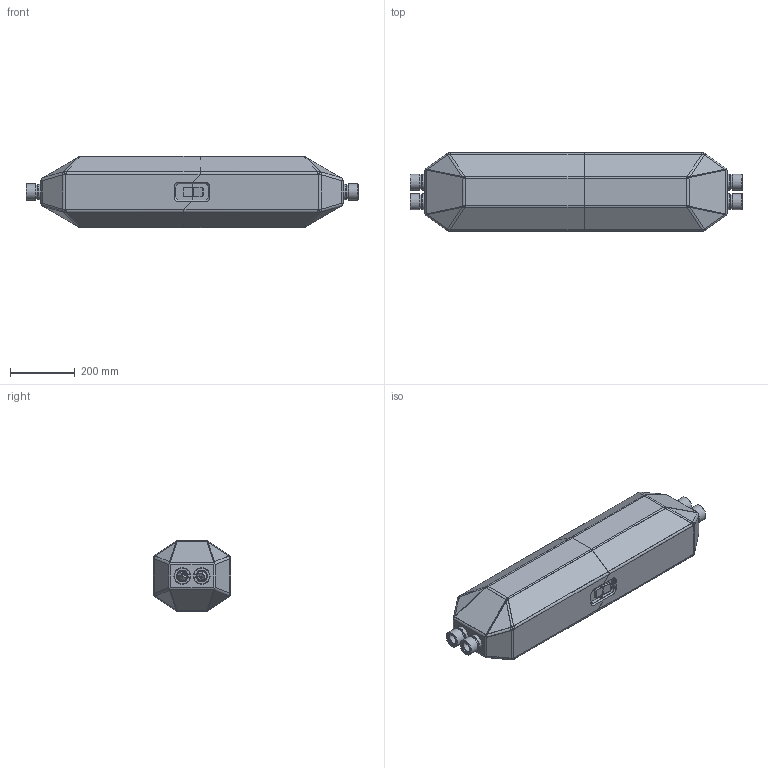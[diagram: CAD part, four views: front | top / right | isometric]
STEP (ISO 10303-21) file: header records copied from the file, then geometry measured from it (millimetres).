
FILE_DESCRIPTION(('FreeCAD Model'),'2;1');
FILE_NAME('Open CASCADE Shape Model','2025-05-03T10:08:53',('FreeCAD'),( 'FreeCAD'),'Open CASCADE STEP processor 7.6','FreeCAD','Unknown');
FILE_SCHEMA(('AUTOMOTIVE_DESIGN { 1 0 10303 214 1 1 1 1 }'));
Products named in the file (1): Open CASCADE STEP translator 7.6 1
Bounding box: 1022 x 240 x 220 mm (x, y, z)
Volume: 13429363.2 mm3; surface area: 4032682 mm2
Topology: 14 solids, 15 shells, 928 faces, 2485 edges, 1543 vertices
Faces by surface type: bspline 300, plane 296, cylinder 280, cone 52
Full cylindrical faces by diameter (mm): 3 x20, 4 x4, 30 x4, 34 x10, 40 x4, 44 x4, 48 x4, 50 x4, 50.5 x4, 51 x4, 200 x1, 204 x3
Entity records: 59296 total; most frequent: CARTESIAN_POINT 37759, ORIENTED_EDGE 4946, DIRECTION 3978, EDGE_CURVE 2475, AXIS2_PLACEMENT_3D 1588, VERTEX_POINT 1543, FACE_BOUND 1030, EDGE_LOOP 1030
